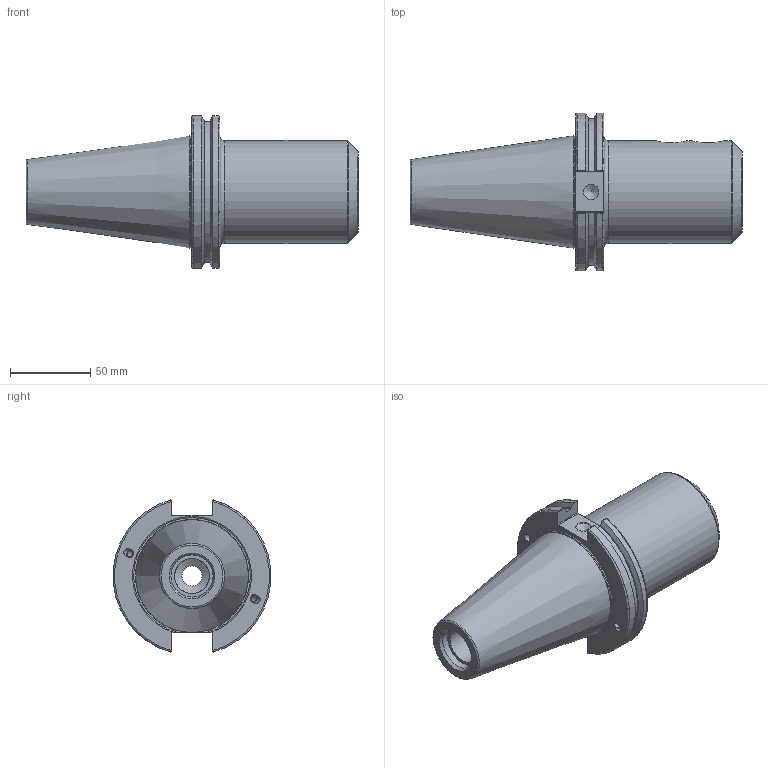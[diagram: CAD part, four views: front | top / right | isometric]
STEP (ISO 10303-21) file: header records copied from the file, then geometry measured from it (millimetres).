
FILE_DESCRIPTION(/* description */ (''),/* implementation_level */ '2;1');
FILE_NAME(/* name */ 'AC034.stp',/* time_stamp */ '2025-03-19T11:17:56+09:00',/* author */ ('YSH'),/* organization */ (''),/* preprocessor_version */ 'ST-DEVELOPER v20',/* originating_system */ 'Autodesk Inventor 2025',/* authorisation */ '');
FILE_SCHEMA (('AUTOMOTIVE_DESIGN { 1 0 10303 214 3 1 1 }'));
Length unit declared in the file: millimetre
Products named in the file (1): LO-CCT50ADB-SLA31.75-105
Bounding box: 206.6 x 98.06 x 94.69 mm (x, y, z)
Volume: 523917.5 mm3; surface area: 70770.1 mm2
Topology: 1 solids, 1 shells, 91 faces, 239 edges, 157 vertices
Faces by surface type: plane 36, cylinder 29, cone 16, torus 10
Full cylindrical faces by diameter (mm): 4.134 x8, 5 x4, 9.525 x1, 12.573 x1, 17.323 x2, 21.5 x1, 21.971 x1, 26.2 x1, 31.75 x1, 32.95 x1, 63.5 x1, 69.25 x1
Entity records: 3137 total; most frequent: CARTESIAN_POINT 841, ORIENTED_EDGE 472, DIRECTION 472, EDGE_CURVE 236, AXIS2_PLACEMENT_3D 190, VERTEX_POINT 157, EDGE_LOOP 115, LINE 92
